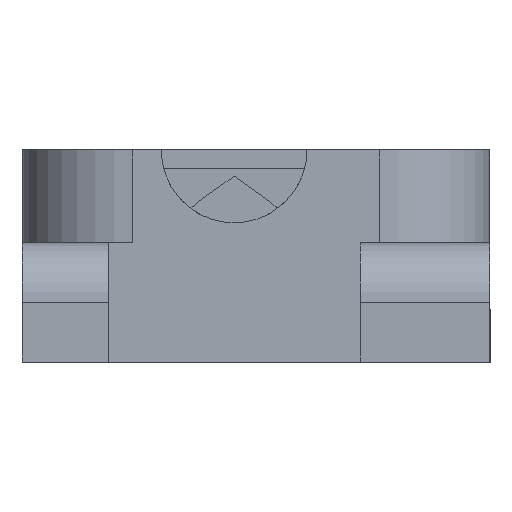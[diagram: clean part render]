
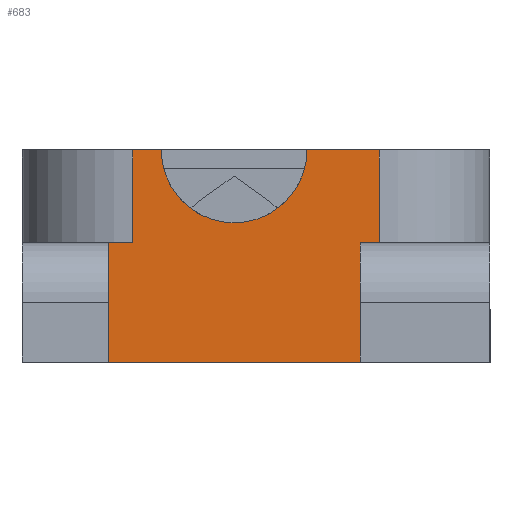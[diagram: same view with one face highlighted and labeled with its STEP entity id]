
A CAD part, left-side view. The second image highlights one B-rep face of the part: STEP entity #683.
In plain terms, the highlighted planar face has unit normal (-1, 0, 0).
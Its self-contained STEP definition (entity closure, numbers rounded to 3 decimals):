
#350 = EDGE_CURVE('',#351,#353,#355,.T.);
#351 = VERTEX_POINT('',#352);
#352 = CARTESIAN_POINT('',(-31.68,4.18,8.));
#353 = VERTEX_POINT('',#354);
#354 = CARTESIAN_POINT('',(-31.68,6.9,8.));
#355 = LINE('',#356,#357);
#356 = CARTESIAN_POINT('',(-31.68,4.18,8.));
#357 = VECTOR('',#358,1.);
#358 = DIRECTION('',(0.,1.,0.));
#411 = VERTEX_POINT('',#412);
#412 = CARTESIAN_POINT('',(-31.68,13.47,8.));
#419 = EDGE_CURVE('',#420,#411,#422,.T.);
#420 = VERTEX_POINT('',#421);
#421 = CARTESIAN_POINT('',(-31.68,12.4,8.));
#422 = LINE('',#423,#424);
#423 = CARTESIAN_POINT('',(-31.68,4.18,8.));
#424 = VECTOR('',#425,1.);
#425 = DIRECTION('',(0.,1.,0.));
#683 = ADVANCED_FACE('',(#684),#749,.T.);
#684 = FACE_BOUND('',#685,.T.);
#685 = EDGE_LOOP('',(#686,#696,#702,#703,#710,#711,#719,#727,#735,#743)
  );
#686 = ORIENTED_EDGE('',*,*,#687,.T.);
#687 = EDGE_CURVE('',#688,#690,#692,.T.);
#688 = VERTEX_POINT('',#689);
#689 = CARTESIAN_POINT('',(-31.68,4.9,4.5));
#690 = VERTEX_POINT('',#691);
#691 = CARTESIAN_POINT('',(-31.68,4.18,4.5));
#692 = LINE('',#693,#694);
#693 = CARTESIAN_POINT('',(-31.68,17.65,4.5));
#694 = VECTOR('',#695,1.);
#695 = DIRECTION('',(0.,-1.,0.));
#696 = ORIENTED_EDGE('',*,*,#697,.T.);
#697 = EDGE_CURVE('',#690,#351,#698,.T.);
#698 = LINE('',#699,#700);
#699 = CARTESIAN_POINT('',(-31.68,4.18,0.));
#700 = VECTOR('',#701,1.);
#701 = DIRECTION('',(0.,0.,1.));
#702 = ORIENTED_EDGE('',*,*,#350,.T.);
#703 = ORIENTED_EDGE('',*,*,#704,.F.);
#704 = EDGE_CURVE('',#420,#353,#705,.T.);
#705 = CIRCLE('',#706,2.75);
#706 = AXIS2_PLACEMENT_3D('',#707,#708,#709);
#707 = CARTESIAN_POINT('',(-31.68,9.65,8.));
#708 = DIRECTION('',(-1.,0.,0.));
#709 = DIRECTION('',(0.,-1.,0.));
#710 = ORIENTED_EDGE('',*,*,#419,.T.);
#711 = ORIENTED_EDGE('',*,*,#712,.F.);
#712 = EDGE_CURVE('',#713,#411,#715,.T.);
#713 = VERTEX_POINT('',#714);
#714 = CARTESIAN_POINT('',(-31.68,13.47,4.5));
#715 = LINE('',#716,#717);
#716 = CARTESIAN_POINT('',(-31.68,13.47,0.));
#717 = VECTOR('',#718,1.);
#718 = DIRECTION('',(0.,0.,1.));
#719 = ORIENTED_EDGE('',*,*,#720,.F.);
#720 = EDGE_CURVE('',#721,#713,#723,.T.);
#721 = VERTEX_POINT('',#722);
#722 = CARTESIAN_POINT('',(-31.68,14.4,4.5));
#723 = LINE('',#724,#725);
#724 = CARTESIAN_POINT('',(-31.68,4.54,4.5));
#725 = VECTOR('',#726,1.);
#726 = DIRECTION('',(0.,-1.,0.));
#727 = ORIENTED_EDGE('',*,*,#728,.F.);
#728 = EDGE_CURVE('',#729,#721,#731,.T.);
#729 = VERTEX_POINT('',#730);
#730 = CARTESIAN_POINT('',(-31.68,14.4,0.));
#731 = LINE('',#732,#733);
#732 = CARTESIAN_POINT('',(-31.68,14.4,2.25));
#733 = VECTOR('',#734,1.);
#734 = DIRECTION('',(0.,0.,1.));
#735 = ORIENTED_EDGE('',*,*,#736,.F.);
#736 = EDGE_CURVE('',#737,#729,#739,.T.);
#737 = VERTEX_POINT('',#738);
#738 = CARTESIAN_POINT('',(-31.68,4.9,0.));
#739 = LINE('',#740,#741);
#740 = CARTESIAN_POINT('',(-31.68,9.29,0.));
#741 = VECTOR('',#742,1.);
#742 = DIRECTION('',(0.,1.,0.));
#743 = ORIENTED_EDGE('',*,*,#744,.F.);
#744 = EDGE_CURVE('',#688,#737,#745,.T.);
#745 = LINE('',#746,#747);
#746 = CARTESIAN_POINT('',(-31.68,4.9,0.));
#747 = VECTOR('',#748,1.);
#748 = DIRECTION('',(-0.,-0.,-1.));
#749 = PLANE('',#750);
#750 = AXIS2_PLACEMENT_3D('',#751,#752,#753);
#751 = CARTESIAN_POINT('',(-31.68,9.315,3.946
    ));
#752 = DIRECTION('',(-1.,0.,0.));
#753 = DIRECTION('',(0.,0.,-1.));
